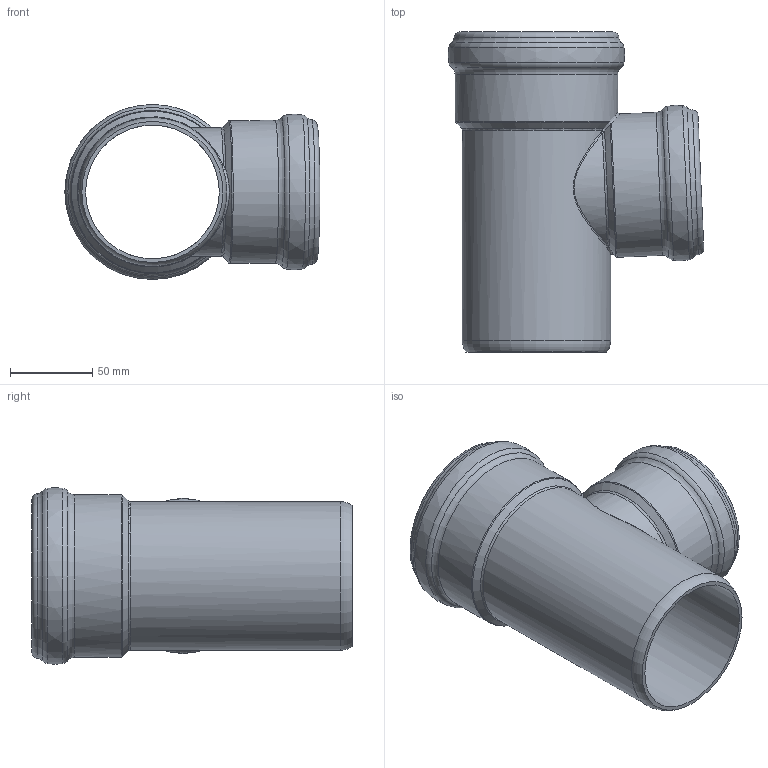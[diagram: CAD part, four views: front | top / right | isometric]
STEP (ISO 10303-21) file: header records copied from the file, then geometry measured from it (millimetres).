
FILE_DESCRIPTION(/* description */ (''),/* implementation_level */ '2;1');
FILE_NAME(/* name */ '334410 SKOLANsafeEA Abzweiger DN_OD 90_78_87°.stp',/* time_stamp */ '2018-01-09T11:03:15+01:00',/* author */ ('user1'),/* organization */ (''),/* preprocessor_version */ 'ST-DEVELOPER v16.1',/* originating_system */ 'Autodesk Inventor 2016',/* authorisation */ '');
FILE_SCHEMA (('AUTOMOTIVE_DESIGN { 1 0 10303 214 3 1 1 }'));
Length unit declared in the file: millimetre
Products named in the file (1): 334410 SKOLANsafeEA Abzweiger DN_OD 90_78_87°
Bounding box: 155.42 x 194.6 x 107.25 mm (x, y, z)
Volume: 295804.5 mm3; surface area: 142190 mm2
Topology: 1 solids, 1 shells, 62 faces, 147 edges, 84 vertices
Faces by surface type: torus 30, cylinder 13, bspline 10, cone 8, plane 1
Full cylindrical faces by diameter (mm): 69.2 x1, 78.8 x1, 79 x1, 81.3 x1, 87 x1, 87.8 x1, 90.3 x1, 90.8 x1, 91.1 x1, 99 x1, 100.5 x1
Entity records: 10548 total; most frequent: CARTESIAN_POINT 9372, DIRECTION 240, ORIENTED_EDGE 192, AXIS2_PLACEMENT_3D 120, EDGE_LOOP 106, EDGE_CURVE 96, VERTEX_POINT 76, CIRCLE 63
